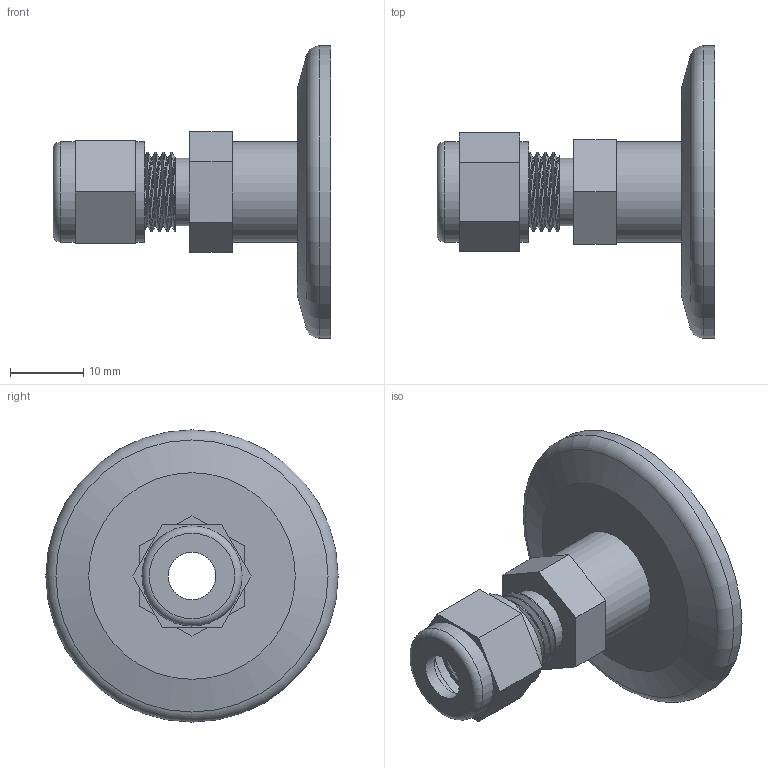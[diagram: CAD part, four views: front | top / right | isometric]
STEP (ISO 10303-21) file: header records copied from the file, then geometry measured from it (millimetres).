
FILE_DESCRIPTION (( 'STEP AP214' ), '1' );
FILE_NAME ('1KF25DB1-4FULLVAC.STEP', '2025-06-26T14:25:41', ( '' ), ( '' ), 'SwSTEP 2.0', 'SolidWorks 2017', '' );
FILE_SCHEMA (( 'AUTOMOTIVE_DESIGN' ));
Length unit declared in the file: millimetre
Products named in the file (1): 1KF25DB1-4FULLVAC
Bounding box: 38 x 40 x 40 mm (x, y, z)
Surface area: 6314.1 mm2 (no closed solid volume)
Topology: 0 solids, 4 shells, 56 faces, 124 edges, 82 vertices
Faces by surface type: plane 26, cylinder 12, bspline 10, cone 5, torus 3
Full cylindrical faces by diameter (mm): 6.5 x1, 7.2 x1, 9.24 x1, 10 x1, 11.6 x1, 13.7 x4, 19.5 x1, 26.2 x1, 40 x1
Entity records: 7289 total; most frequent: CARTESIAN_POINT 5624, DIRECTION 192, ORIENTED_EDGE 186, EDGE_CURVE 98, EDGE_LOOP 88, AXIS2_PLACEMENT_3D 78, VERTEX_POINT 76, FACE_OUTER_BOUND 70
